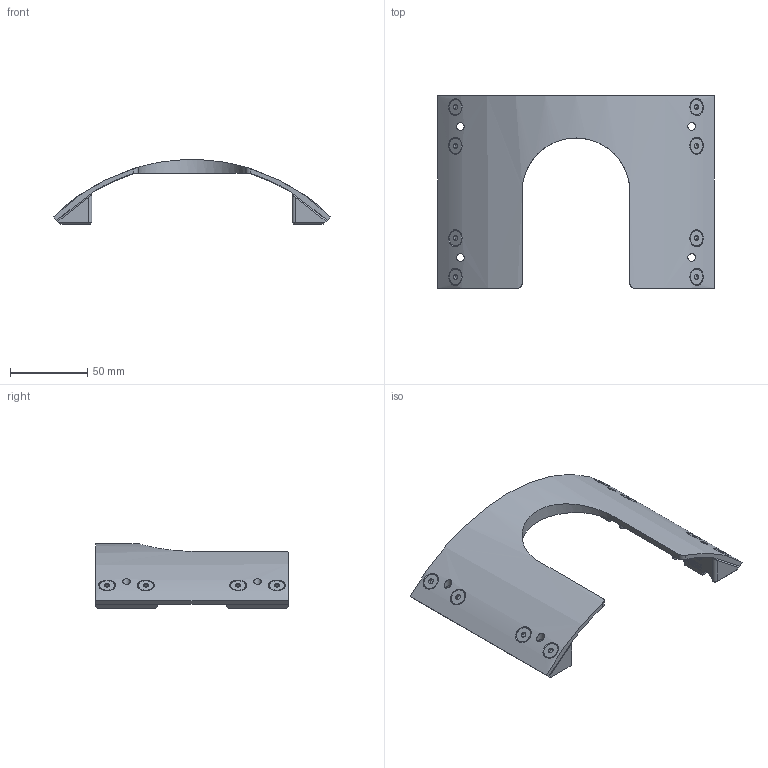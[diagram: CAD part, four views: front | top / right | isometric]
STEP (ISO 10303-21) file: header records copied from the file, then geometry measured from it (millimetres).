
FILE_DESCRIPTION(/* description */ (''),/* implementation_level */ '2;1');
FILE_NAME(/* name */ 'mast_screw.step',/* time_stamp */ '2023-09-09T11:54:48-04:00',/* author */ (''),/* organization */ (''),/* preprocessor_version */ 'ST-DEVELOPER v20',/* originating_system */ 'Autodesk Translation Framework v12.9.0.99',/* authorisation */ '');
FILE_SCHEMA (('AUTOMOTIVE_DESIGN { 1 0 10303 214 3 1 1 }'));
Length unit declared in the file: millimetre
Products named in the file (6): Arc for ping360 and lift plate; attachment; attachment_1; attachment_2; attachment_3; 92125A211_18-8 Stainless Steel Hex Drive Flat Head Screw
Assembly tree (12 placements, depth 3):
  Arc for ping360 and lift plate
    attachment
      92125A211_18-8 Stainless Steel Hex Drive Flat Head Screw  x2
    attachment_1
      92125A211_18-8 Stainless Steel Hex Drive Flat Head Screw  x2
    attachment_2
      92125A211_18-8 Stainless Steel Hex Drive Flat Head Screw  x2
    attachment_3
      92125A211_18-8 Stainless Steel Hex Drive Flat Head Screw  x2
Bounding box: 179.61 x 125 x 42 mm (x, y, z)
Volume: 93611 mm3; surface area: 59778.4 mm2
Topology: 13 solids, 13 shells, 1183 faces, 3148 edges, 2039 vertices
Faces by surface type: plane 574, cylinder 290, bspline 243, cone 76
Full cylindrical faces by diameter (mm): 3.961 x112, 5 x108, 5.5 x20, 10 x8, 12 x4
Entity records: 30891 total; most frequent: CARTESIAN_POINT 11683, ORIENTED_EDGE 4462, DIRECTION 2979, EDGE_CURVE 2231, LINE 1571, VECTOR 1571, VERTEX_POINT 1458, EDGE_LOOP 915
